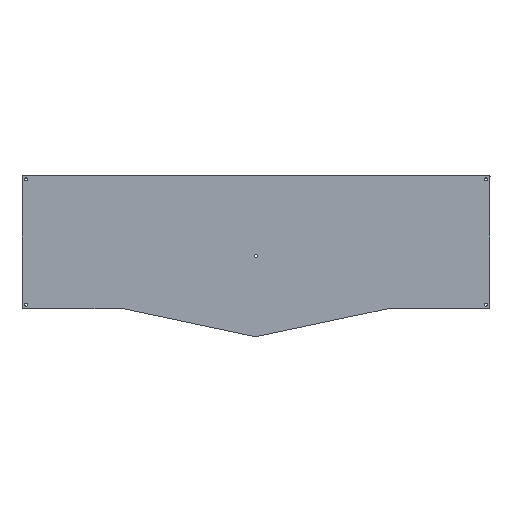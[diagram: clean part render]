
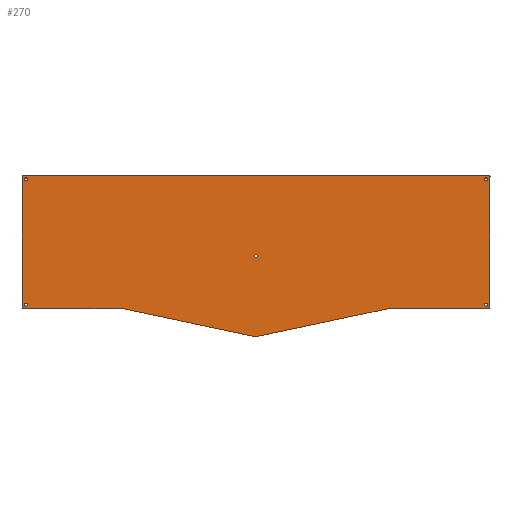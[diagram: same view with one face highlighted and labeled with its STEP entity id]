
A CAD part, top view. The second image highlights one B-rep face of the part: STEP entity #270.
In plain terms, the highlighted planar face has unit normal (0, 0, 1).
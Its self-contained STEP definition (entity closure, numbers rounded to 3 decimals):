
#42 = VERTEX_POINT('',#43);
#43 = CARTESIAN_POINT('',(379.075,-73.75,1.51));
#49 = EDGE_CURVE('',#42,#50,#52,.T.);
#50 = VERTEX_POINT('',#51);
#51 = CARTESIAN_POINT('',(380.075,-74.75,1.51));
#52 = CIRCLE('',#53,1.);
#53 = AXIS2_PLACEMENT_3D('',#54,#55,#56);
#54 = CARTESIAN_POINT('',(379.075,-74.75,1.51));
#55 = DIRECTION('',(0.,0.,-1.));
#56 = DIRECTION('',(0.,1.,0.));
#84 = VERTEX_POINT('',#85);
#85 = CARTESIAN_POINT('',(43.835,-73.75,1.51));
#91 = EDGE_CURVE('',#84,#42,#92,.T.);
#92 = LINE('',#93,#94);
#93 = CARTESIAN_POINT('',(43.835,-73.75,1.51));
#94 = VECTOR('',#95,1.);
#95 = DIRECTION('',(1.,0.,0.));
#113 = EDGE_CURVE('',#50,#114,#116,.T.);
#114 = VERTEX_POINT('',#115);
#115 = CARTESIAN_POINT('',(380.075,-169.09,1.51));
#116 = LINE('',#117,#118);
#117 = CARTESIAN_POINT('',(380.075,-74.75,1.51));
#118 = VECTOR('',#119,1.);
#119 = DIRECTION('',(0.,-1.,0.));
#270 = ADVANCED_FACE('',(#271,#341,#352,#363,#374,#385),#396,.T.);
#271 = FACE_BOUND('',#272,.T.);
#272 = EDGE_LOOP('',(#273,#274,#275,#284,#292,#301,#309,#317,#325,#333,
    #340));
#273 = ORIENTED_EDGE('',*,*,#49,.F.);
#274 = ORIENTED_EDGE('',*,*,#91,.F.);
#275 = ORIENTED_EDGE('',*,*,#276,.F.);
#276 = EDGE_CURVE('',#277,#84,#279,.T.);
#277 = VERTEX_POINT('',#278);
#278 = CARTESIAN_POINT('',(42.835,-74.75,1.51));
#279 = CIRCLE('',#280,1.);
#280 = AXIS2_PLACEMENT_3D('',#281,#282,#283);
#281 = CARTESIAN_POINT('',(43.835,-74.75,1.51));
#282 = DIRECTION('',(0.,0.,-1.));
#283 = DIRECTION('',(-1.,0.,-0.));
#284 = ORIENTED_EDGE('',*,*,#285,.F.);
#285 = EDGE_CURVE('',#286,#277,#288,.T.);
#286 = VERTEX_POINT('',#287);
#287 = CARTESIAN_POINT('',(42.835,-169.09,1.51));
#288 = LINE('',#289,#290);
#289 = CARTESIAN_POINT('',(42.835,-169.09,1.51));
#290 = VECTOR('',#291,1.);
#291 = DIRECTION('',(0.,1.,0.));
#292 = ORIENTED_EDGE('',*,*,#293,.F.);
#293 = EDGE_CURVE('',#294,#286,#296,.T.);
#294 = VERTEX_POINT('',#295);
#295 = CARTESIAN_POINT('',(43.835,-170.09,1.51));
#296 = CIRCLE('',#297,1.);
#297 = AXIS2_PLACEMENT_3D('',#298,#299,#300);
#298 = CARTESIAN_POINT('',(43.835,-169.09,1.51));
#299 = DIRECTION('',(0.,0.,-1.));
#300 = DIRECTION('',(0.,-1.,-0.));
#301 = ORIENTED_EDGE('',*,*,#302,.F.);
#302 = EDGE_CURVE('',#303,#294,#305,.T.);
#303 = VERTEX_POINT('',#304);
#304 = CARTESIAN_POINT('',(116.525,-170.09,1.51));
#305 = LINE('',#306,#307);
#306 = CARTESIAN_POINT('',(116.525,-170.09,1.51));
#307 = VECTOR('',#308,1.);
#308 = DIRECTION('',(-1.,0.,0.));
#309 = ORIENTED_EDGE('',*,*,#310,.F.);
#310 = EDGE_CURVE('',#311,#303,#313,.T.);
#311 = VERTEX_POINT('',#312);
#312 = CARTESIAN_POINT('',(211.205,-190.21,1.51));
#313 = LINE('',#314,#315);
#314 = CARTESIAN_POINT('',(211.205,-190.21,1.51));
#315 = VECTOR('',#316,1.);
#316 = DIRECTION('',(-0.978,0.208,0.));
#317 = ORIENTED_EDGE('',*,*,#318,.F.);
#318 = EDGE_CURVE('',#319,#311,#321,.T.);
#319 = VERTEX_POINT('',#320);
#320 = CARTESIAN_POINT('',(305.885,-170.09,1.51));
#321 = LINE('',#322,#323);
#322 = CARTESIAN_POINT('',(305.885,-170.09,1.51));
#323 = VECTOR('',#324,1.);
#324 = DIRECTION('',(-0.978,-0.208,0.));
#325 = ORIENTED_EDGE('',*,*,#326,.F.);
#326 = EDGE_CURVE('',#327,#319,#329,.T.);
#327 = VERTEX_POINT('',#328);
#328 = CARTESIAN_POINT('',(379.075,-170.09,1.51));
#329 = LINE('',#330,#331);
#330 = CARTESIAN_POINT('',(379.075,-170.09,1.51));
#331 = VECTOR('',#332,1.);
#332 = DIRECTION('',(-1.,0.,0.));
#333 = ORIENTED_EDGE('',*,*,#334,.F.);
#334 = EDGE_CURVE('',#114,#327,#335,.T.);
#335 = CIRCLE('',#336,1.);
#336 = AXIS2_PLACEMENT_3D('',#337,#338,#339);
#337 = CARTESIAN_POINT('',(379.075,-169.09,1.51));
#338 = DIRECTION('',(0.,0.,-1.));
#339 = DIRECTION('',(1.,0.,0.));
#340 = ORIENTED_EDGE('',*,*,#113,.F.);
#341 = FACE_BOUND('',#342,.T.);
#342 = EDGE_LOOP('',(#343));
#343 = ORIENTED_EDGE('',*,*,#344,.T.);
#344 = EDGE_CURVE('',#345,#345,#347,.T.);
#345 = VERTEX_POINT('',#346);
#346 = CARTESIAN_POINT('',(45.825,-168.19,1.51));
#347 = CIRCLE('',#348,1.1);
#348 = AXIS2_PLACEMENT_3D('',#349,#350,#351);
#349 = CARTESIAN_POINT('',(45.825,-167.09,1.51));
#350 = DIRECTION('',(-0.,0.,-1.));
#351 = DIRECTION('',(-0.,-1.,0.));
#352 = FACE_BOUND('',#353,.T.);
#353 = EDGE_LOOP('',(#354));
#354 = ORIENTED_EDGE('',*,*,#355,.T.);
#355 = EDGE_CURVE('',#356,#356,#358,.T.);
#356 = VERTEX_POINT('',#357);
#357 = CARTESIAN_POINT('',(211.45,-133.08,1.51));
#358 = CIRCLE('',#359,1.1);
#359 = AXIS2_PLACEMENT_3D('',#360,#361,#362);
#360 = CARTESIAN_POINT('',(211.45,-131.98,1.51));
#361 = DIRECTION('',(-0.,0.,-1.));
#362 = DIRECTION('',(-0.,-1.,0.));
#363 = FACE_BOUND('',#364,.T.);
#364 = EDGE_LOOP('',(#365));
#365 = ORIENTED_EDGE('',*,*,#366,.T.);
#366 = EDGE_CURVE('',#367,#367,#369,.T.);
#367 = VERTEX_POINT('',#368);
#368 = CARTESIAN_POINT('',(377.075,-168.19,1.51));
#369 = CIRCLE('',#370,1.1);
#370 = AXIS2_PLACEMENT_3D('',#371,#372,#373);
#371 = CARTESIAN_POINT('',(377.075,-167.09,1.51));
#372 = DIRECTION('',(-0.,0.,-1.));
#373 = DIRECTION('',(0.,-1.,0.));
#374 = FACE_BOUND('',#375,.T.);
#375 = EDGE_LOOP('',(#376));
#376 = ORIENTED_EDGE('',*,*,#377,.T.);
#377 = EDGE_CURVE('',#378,#378,#380,.T.);
#378 = VERTEX_POINT('',#379);
#379 = CARTESIAN_POINT('',(45.825,-77.852,1.51));
#380 = CIRCLE('',#381,1.1);
#381 = AXIS2_PLACEMENT_3D('',#382,#383,#384);
#382 = CARTESIAN_POINT('',(45.825,-76.752,1.51));
#383 = DIRECTION('',(-0.,0.,-1.));
#384 = DIRECTION('',(-0.,-1.,0.));
#385 = FACE_BOUND('',#386,.T.);
#386 = EDGE_LOOP('',(#387));
#387 = ORIENTED_EDGE('',*,*,#388,.T.);
#388 = EDGE_CURVE('',#389,#389,#391,.T.);
#389 = VERTEX_POINT('',#390);
#390 = CARTESIAN_POINT('',(377.075,-77.852,1.51));
#391 = CIRCLE('',#392,1.1);
#392 = AXIS2_PLACEMENT_3D('',#393,#394,#395);
#393 = CARTESIAN_POINT('',(377.075,-76.752,1.51));
#394 = DIRECTION('',(-0.,0.,-1.));
#395 = DIRECTION('',(0.,-1.,0.));
#396 = PLANE('',#397);
#397 = AXIS2_PLACEMENT_3D('',#398,#399,#400);
#398 = CARTESIAN_POINT('',(0.,0.,1.51));
#399 = DIRECTION('',(0.,0.,1.));
#400 = DIRECTION('',(1.,0.,-0.));
